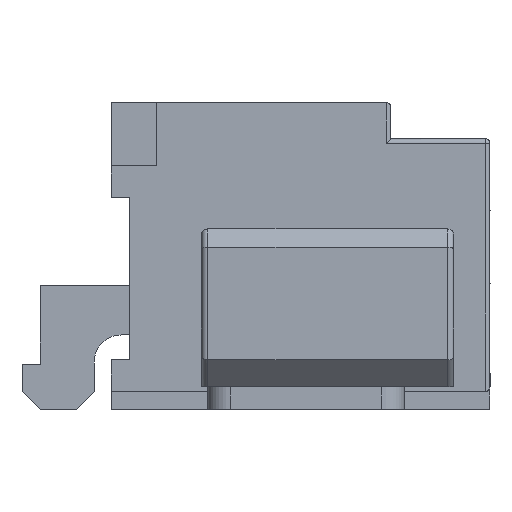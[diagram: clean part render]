
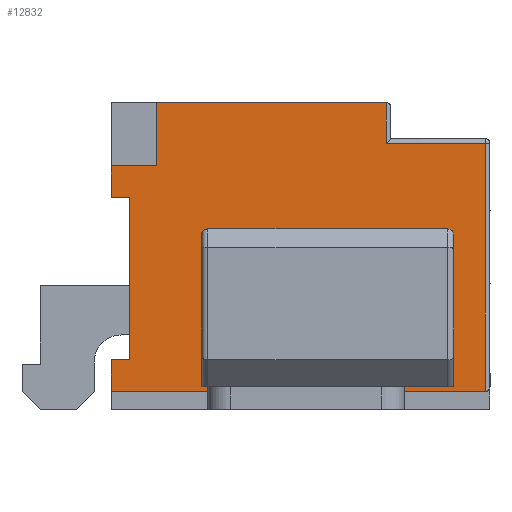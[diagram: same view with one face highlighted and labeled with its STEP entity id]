
A CAD part, left-side view. The second image highlights one B-rep face of the part: STEP entity #12832.
In plain terms, the highlighted planar face has unit normal (-1, 0, 0).
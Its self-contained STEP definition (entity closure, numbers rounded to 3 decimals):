
#790 = CARTESIAN_POINT ( 'NONE',  ( -17.75, -0.95, 2.95 ) ) ;
#1038 = ORIENTED_EDGE ( 'NONE', *, *, #39061, .F. ) ;
#2654 = VERTEX_POINT ( 'NONE', #29702 ) ;
#2721 = CARTESIAN_POINT ( 'NONE',  ( -17.75, 2.1, 3.4 ) ) ;
#3244 = DIRECTION ( 'NONE',  ( 0., 0., 1. ) ) ;
#3696 = FACE_OUTER_BOUND ( 'NONE', #13738, .T. ) ;
#3941 = CARTESIAN_POINT ( 'NONE',  ( -17.75, 2.1, 0.55 ) ) ;
#4336 = VECTOR ( 'NONE', #32642, 1000. ) ;
#4968 = LINE ( 'NONE', #27845, #29009 ) ;
#5238 = CARTESIAN_POINT ( 'NONE',  ( -17.75, 1.9, 2.35 ) ) ;
#5389 = LINE ( 'NONE', #14065, #18000 ) ;
#5480 = LINE ( 'NONE', #47338, #11379 ) ;
#5484 = DIRECTION ( 'NONE',  ( 0., 0., 1. ) ) ;
#5749 = CARTESIAN_POINT ( 'NONE',  ( -17.75, 2.1, 2.35 ) ) ;
#5872 = EDGE_CURVE ( 'NONE', #35648, #38357, #44436, .T. ) ;
#6116 = DIRECTION ( 'NONE',  ( 0., 0., -1. ) ) ;
#8138 = DIRECTION ( 'NONE',  ( 0., 1., 0. ) ) ;
#10467 = ORIENTED_EDGE ( 'NONE', *, *, #5872, .T. ) ;
#10687 = ORIENTED_EDGE ( 'NONE', *, *, #35400, .F. ) ;
#11212 = CARTESIAN_POINT ( 'NONE',  ( -17.75, 1.6, 2.7 ) ) ;
#11379 = VECTOR ( 'NONE', #39995, 1000. ) ;
#11464 = VECTOR ( 'NONE', #8138, 1000. ) ;
#11923 = VERTEX_POINT ( 'NONE', #5238 ) ;
#12329 = LINE ( 'NONE', #16159, #19987 ) ;
#12832 = ADVANCED_FACE ( 'NONE', ( #3696 ), #30924, .F. ) ;
#13374 = VERTEX_POINT ( 'NONE', #43167 ) ;
#13738 = EDGE_LOOP ( 'NONE', ( #10687, #21059, #10467, #48061, #29249, #27251, #35041, #30782, #1038, #46542, #31555, #26332 ) ) ;
#14065 = CARTESIAN_POINT ( 'NONE',  ( -17.75, 1.9, 2.35 ) ) ;
#14385 = CARTESIAN_POINT ( 'NONE',  ( -17.75, 2.1, 3.4 ) ) ;
#16159 = CARTESIAN_POINT ( 'NONE',  ( -17.75, 1.9, 0.55 ) ) ;
#16249 = DIRECTION ( 'NONE',  ( 1., 0., 0. ) ) ;
#16893 = VERTEX_POINT ( 'NONE', #5749 ) ;
#16933 = DIRECTION ( 'NONE',  ( 0., 0., -1. ) ) ;
#16972 = CARTESIAN_POINT ( 'NONE',  ( -17.75, -2.05, 3.4 ) ) ;
#17380 = DIRECTION ( 'NONE',  ( 0., 1., 0. ) ) ;
#17802 = VERTEX_POINT ( 'NONE', #20124 ) ;
#18000 = VECTOR ( 'NONE', #17380, 1000. ) ;
#18004 = VECTOR ( 'NONE', #40489, 1000. ) ;
#19987 = VECTOR ( 'NONE', #39436, 1000. ) ;
#20038 = EDGE_CURVE ( 'NONE', #41930, #16893, #47054, .T. ) ;
#20124 = CARTESIAN_POINT ( 'NONE',  ( -17.75, 1.6, 2.7 ) ) ;
#21059 = ORIENTED_EDGE ( 'NONE', *, *, #46943, .T. ) ;
#22051 = VERTEX_POINT ( 'NONE', #28586 ) ;
#22338 = EDGE_CURVE ( 'NONE', #11923, #16893, #5389, .T. ) ;
#22665 = LINE ( 'NONE', #11212, #26978 ) ;
#23482 = CARTESIAN_POINT ( 'NONE',  ( -17.75, 2.1, 2.7 ) ) ;
#23821 = EDGE_CURVE ( 'NONE', #13374, #22051, #43816, .T. ) ;
#23930 = DIRECTION ( 'NONE',  ( 0., 1., 0. ) ) ;
#24346 = DIRECTION ( 'NONE',  ( 0., 0., -1. ) ) ;
#24409 = CARTESIAN_POINT ( 'NONE',  ( -17.75, 1.6, 2.7 ) ) ;
#24668 = LINE ( 'NONE', #24409, #11464 ) ;
#25631 = EDGE_CURVE ( 'NONE', #22051, #45022, #4968, .T. ) ;
#26332 = ORIENTED_EDGE ( 'NONE', *, *, #22338, .F. ) ;
#26482 = VECTOR ( 'NONE', #5484, 1000. ) ;
#26978 = VECTOR ( 'NONE', #3244, 1000. ) ;
#27251 = ORIENTED_EDGE ( 'NONE', *, *, #25631, .T. ) ;
#27781 = VERTEX_POINT ( 'NONE', #37499 ) ;
#27845 = CARTESIAN_POINT ( 'NONE',  ( -17.75, 2.1, 2.95 ) ) ;
#27977 = EDGE_CURVE ( 'NONE', #45022, #27781, #5480, .T. ) ;
#28586 = CARTESIAN_POINT ( 'NONE',  ( -17.75, -2.05, 2.95 ) ) ;
#29009 = VECTOR ( 'NONE', #43311, 1000. ) ;
#29249 = ORIENTED_EDGE ( 'NONE', *, *, #23821, .T. ) ;
#29348 = CARTESIAN_POINT ( 'NONE',  ( -17.75, 2.1, 0.2 ) ) ;
#29702 = CARTESIAN_POINT ( 'NONE',  ( -17.75, 1.6, 3.4 ) ) ;
#30782 = ORIENTED_EDGE ( 'NONE', *, *, #45731, .F. ) ;
#30924 = PLANE ( 'NONE',  #47229 ) ;
#31480 = VECTOR ( 'NONE', #16933, 1000. ) ;
#31555 = ORIENTED_EDGE ( 'NONE', *, *, #20038, .T. ) ;
#31718 = EDGE_CURVE ( 'NONE', #17802, #41930, #24668, .T. ) ;
#32642 = DIRECTION ( 'NONE',  ( 0., 1., 0. ) ) ;
#33393 = LINE ( 'NONE', #29348, #4336 ) ;
#33660 = CARTESIAN_POINT ( 'NONE',  ( -17.75, 2.1, 0.2 ) ) ;
#34049 = LINE ( 'NONE', #46717, #43073 ) ;
#34543 = EDGE_CURVE ( 'NONE', #13374, #38357, #33393, .T. ) ;
#35041 = ORIENTED_EDGE ( 'NONE', *, *, #27977, .T. ) ;
#35400 = EDGE_CURVE ( 'NONE', #36012, #11923, #12329, .T. ) ;
#35583 = CARTESIAN_POINT ( 'NONE',  ( -17.75, 1.9, 0.55 ) ) ;
#35648 = VERTEX_POINT ( 'NONE', #3941 ) ;
#36012 = VERTEX_POINT ( 'NONE', #35583 ) ;
#37499 = CARTESIAN_POINT ( 'NONE',  ( -17.75, -0.95, 3.4 ) ) ;
#38357 = VERTEX_POINT ( 'NONE', #33660 ) ;
#39061 = EDGE_CURVE ( 'NONE', #17802, #2654, #22665, .T. ) ;
#39436 = DIRECTION ( 'NONE',  ( 0., 0., 1. ) ) ;
#39995 = DIRECTION ( 'NONE',  ( 0., 0., 1. ) ) ;
#40292 = CARTESIAN_POINT ( 'NONE',  ( -17.75, 2.1, 3.4 ) ) ;
#40489 = DIRECTION ( 'NONE',  ( 0., -1., 0. ) ) ;
#41930 = VERTEX_POINT ( 'NONE', #23482 ) ;
#43073 = VECTOR ( 'NONE', #23930, 1000. ) ;
#43167 = CARTESIAN_POINT ( 'NONE',  ( -17.75, -2.05, 0.2 ) ) ;
#43311 = DIRECTION ( 'NONE',  ( 0., 1., 0. ) ) ;
#43816 = LINE ( 'NONE', #16972, #26482 ) ;
#44283 = LINE ( 'NONE', #14385, #18004 ) ;
#44436 = LINE ( 'NONE', #2721, #45573 ) ;
#45022 = VERTEX_POINT ( 'NONE', #790 ) ;
#45573 = VECTOR ( 'NONE', #6116, 1000. ) ;
#45731 = EDGE_CURVE ( 'NONE', #2654, #27781, #44283, .T. ) ;
#46542 = ORIENTED_EDGE ( 'NONE', *, *, #31718, .T. ) ;
#46717 = CARTESIAN_POINT ( 'NONE',  ( -17.75, 1.9, 0.55 ) ) ;
#46943 = EDGE_CURVE ( 'NONE', #36012, #35648, #34049, .T. ) ;
#47054 = LINE ( 'NONE', #47300, #31480 ) ;
#47229 = AXIS2_PLACEMENT_3D ( 'NONE', #40292, #16249, #24346 ) ;
#47300 = CARTESIAN_POINT ( 'NONE',  ( -17.75, 2.1, 3.4 ) ) ;
#47338 = CARTESIAN_POINT ( 'NONE',  ( -17.75, -0.95, 3.4 ) ) ;
#48061 = ORIENTED_EDGE ( 'NONE', *, *, #34543, .F. ) ;
